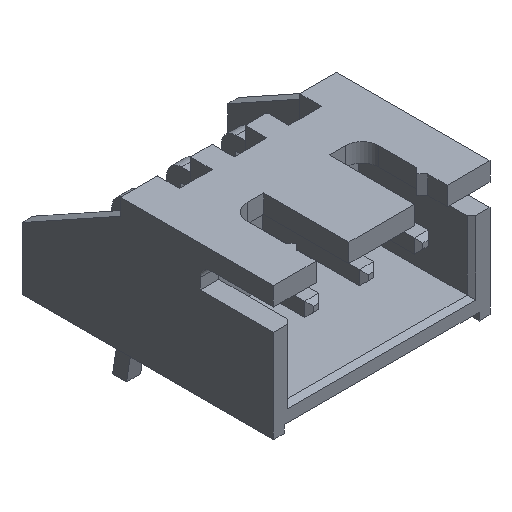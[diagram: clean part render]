
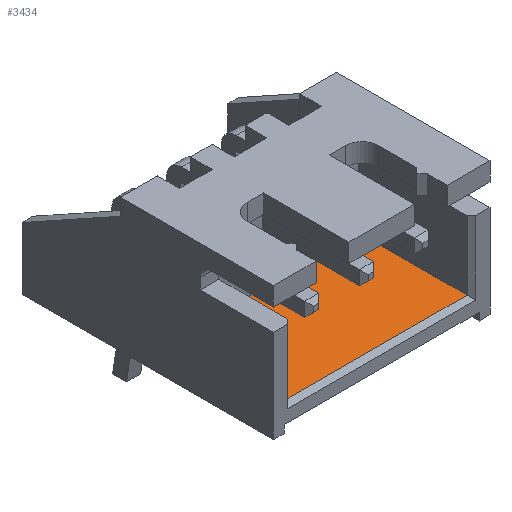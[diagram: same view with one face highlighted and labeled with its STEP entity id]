
A CAD part, isometric view. The second image highlights one B-rep face of the part: STEP entity #3434.
In plain terms, the highlighted planar face has unit normal (0, 0, 1).
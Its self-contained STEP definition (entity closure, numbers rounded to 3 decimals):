
#127 = PLANE('',#128);
#128 = AXIS2_PLACEMENT_3D('',#129,#130,#131);
#129 = CARTESIAN_POINT('',(6.6,-9.2,1.1));
#130 = DIRECTION('',(1.,0.,0.));
#131 = DIRECTION('',(0.,0.,1.));
#206 = PLANE('',#207);
#207 = AXIS2_PLACEMENT_3D('',#208,#209,#210);
#208 = CARTESIAN_POINT('',(-1.6,-9.1,1.));
#209 = DIRECTION('',(0.,-0.707,0.707
));
#210 = DIRECTION('',(1.,0.,0.));
#514 = VERTEX_POINT('',#515);
#515 = CARTESIAN_POINT('',(6.6,-9.,1.1));
#811 = EDGE_CURVE('',#514,#812,#814,.T.);
#812 = VERTEX_POINT('',#813);
#813 = CARTESIAN_POINT('',(6.6,-4.05,1.1));
#814 = SURFACE_CURVE('',#815,(#819,#826),.PCURVE_S1.);
#815 = LINE('',#816,#817);
#816 = CARTESIAN_POINT('',(6.6,-9.2,1.1));
#817 = VECTOR('',#818,1.);
#818 = DIRECTION('',(0.,1.,0.));
#819 = PCURVE('',#127,#820);
#820 = DEFINITIONAL_REPRESENTATION('',(#821),#825);
#821 = LINE('',#822,#823);
#822 = CARTESIAN_POINT('',(0.,0.));
#823 = VECTOR('',#824,1.);
#824 = DIRECTION('',(0.,-1.));
#825 = ( GEOMETRIC_REPRESENTATION_CONTEXT(2)
PARAMETRIC_REPRESENTATION_CONTEXT() REPRESENTATION_CONTEXT('2D SPACE',''
) );
#826 = PCURVE('',#827,#832);
#827 = PLANE('',#828);
#828 = AXIS2_PLACEMENT_3D('',#829,#830,#831);
#829 = CARTESIAN_POINT('',(-1.6,-9.2,1.1));
#830 = DIRECTION('',(0.,0.,-1.));
#831 = DIRECTION('',(1.,0.,0.));
#832 = DEFINITIONAL_REPRESENTATION('',(#833),#837);
#833 = LINE('',#834,#835);
#834 = CARTESIAN_POINT('',(8.2,0.));
#835 = VECTOR('',#836,1.);
#836 = DIRECTION('',(0.,-1.));
#837 = ( GEOMETRIC_REPRESENTATION_CONTEXT(2)
PARAMETRIC_REPRESENTATION_CONTEXT() REPRESENTATION_CONTEXT('2D SPACE',''
) );
#855 = PLANE('',#856);
#856 = AXIS2_PLACEMENT_3D('',#857,#858,#859);
#857 = CARTESIAN_POINT('',(6.6,-4.05,5.25));
#858 = DIRECTION('',(0.,1.,0.));
#859 = DIRECTION('',(1.,0.,0.));
#964 = VERTEX_POINT('',#965);
#965 = CARTESIAN_POINT('',(-1.6,-9.,1.1));
#988 = EDGE_CURVE('',#964,#514,#989,.T.);
#989 = SURFACE_CURVE('',#990,(#994,#1001),.PCURVE_S1.);
#990 = LINE('',#991,#992);
#991 = CARTESIAN_POINT('',(-1.6,-9.,1.1));
#992 = VECTOR('',#993,1.);
#993 = DIRECTION('',(1.,0.,0.));
#994 = PCURVE('',#206,#995);
#995 = DEFINITIONAL_REPRESENTATION('',(#996),#1000);
#996 = LINE('',#997,#998);
#997 = CARTESIAN_POINT('',(0.,0.141));
#998 = VECTOR('',#999,1.);
#999 = DIRECTION('',(1.,0.));
#1000 = ( GEOMETRIC_REPRESENTATION_CONTEXT(2)
PARAMETRIC_REPRESENTATION_CONTEXT() REPRESENTATION_CONTEXT('2D SPACE',''
) );
#1001 = PCURVE('',#827,#1002);
#1002 = DEFINITIONAL_REPRESENTATION('',(#1003),#1007);
#1003 = LINE('',#1004,#1005);
#1004 = CARTESIAN_POINT('',(0.,-0.2));
#1005 = VECTOR('',#1006,1.);
#1006 = DIRECTION('',(1.,0.));
#1007 = ( GEOMETRIC_REPRESENTATION_CONTEXT(2)
PARAMETRIC_REPRESENTATION_CONTEXT() REPRESENTATION_CONTEXT('2D SPACE',''
) );
#1051 = PLANE('',#1052);
#1052 = AXIS2_PLACEMENT_3D('',#1053,#1054,#1055);
#1053 = CARTESIAN_POINT('',(-1.6,-9.2,5.25));
#1054 = DIRECTION('',(-1.,0.,0.));
#1055 = DIRECTION('',(0.,0.,-1.));
#3434 = ADVANCED_FACE('',(#3435),#827,.F.);
#3435 = FACE_BOUND('',#3436,.F.);
#3436 = EDGE_LOOP('',(#3437,#3460,#3481,#3482));
#3437 = ORIENTED_EDGE('',*,*,#3438,.T.);
#3438 = EDGE_CURVE('',#964,#3439,#3441,.T.);
#3439 = VERTEX_POINT('',#3440);
#3440 = CARTESIAN_POINT('',(-1.6,-4.05,1.1));
#3441 = SURFACE_CURVE('',#3442,(#3446,#3453),.PCURVE_S1.);
#3442 = LINE('',#3443,#3444);
#3443 = CARTESIAN_POINT('',(-1.6,-9.2,1.1));
#3444 = VECTOR('',#3445,1.);
#3445 = DIRECTION('',(0.,1.,0.));
#3446 = PCURVE('',#827,#3447);
#3447 = DEFINITIONAL_REPRESENTATION('',(#3448),#3452);
#3448 = LINE('',#3449,#3450);
#3449 = CARTESIAN_POINT('',(0.,0.));
#3450 = VECTOR('',#3451,1.);
#3451 = DIRECTION('',(0.,-1.));
#3452 = ( GEOMETRIC_REPRESENTATION_CONTEXT(2)
PARAMETRIC_REPRESENTATION_CONTEXT() REPRESENTATION_CONTEXT('2D SPACE',''
) );
#3453 = PCURVE('',#1051,#3454);
#3454 = DEFINITIONAL_REPRESENTATION('',(#3455),#3459);
#3455 = LINE('',#3456,#3457);
#3456 = CARTESIAN_POINT('',(4.15,0.));
#3457 = VECTOR('',#3458,1.);
#3458 = DIRECTION('',(0.,-1.));
#3459 = ( GEOMETRIC_REPRESENTATION_CONTEXT(2)
PARAMETRIC_REPRESENTATION_CONTEXT() REPRESENTATION_CONTEXT('2D SPACE',''
) );
#3460 = ORIENTED_EDGE('',*,*,#3461,.T.);
#3461 = EDGE_CURVE('',#3439,#812,#3462,.T.);
#3462 = SURFACE_CURVE('',#3463,(#3467,#3474),.PCURVE_S1.);
#3463 = LINE('',#3464,#3465);
#3464 = CARTESIAN_POINT('',(-1.6,-4.05,1.1));
#3465 = VECTOR('',#3466,1.);
#3466 = DIRECTION('',(1.,0.,0.));
#3467 = PCURVE('',#827,#3468);
#3468 = DEFINITIONAL_REPRESENTATION('',(#3469),#3473);
#3469 = LINE('',#3470,#3471);
#3470 = CARTESIAN_POINT('',(0.,-5.15));
#3471 = VECTOR('',#3472,1.);
#3472 = DIRECTION('',(1.,0.));
#3473 = ( GEOMETRIC_REPRESENTATION_CONTEXT(2)
PARAMETRIC_REPRESENTATION_CONTEXT() REPRESENTATION_CONTEXT('2D SPACE',''
) );
#3474 = PCURVE('',#855,#3475);
#3475 = DEFINITIONAL_REPRESENTATION('',(#3476),#3480);
#3476 = LINE('',#3477,#3478);
#3477 = CARTESIAN_POINT('',(-8.2,4.15));
#3478 = VECTOR('',#3479,1.);
#3479 = DIRECTION('',(1.,0.));
#3480 = ( GEOMETRIC_REPRESENTATION_CONTEXT(2)
PARAMETRIC_REPRESENTATION_CONTEXT() REPRESENTATION_CONTEXT('2D SPACE',''
) );
#3481 = ORIENTED_EDGE('',*,*,#811,.F.);
#3482 = ORIENTED_EDGE('',*,*,#988,.F.);
